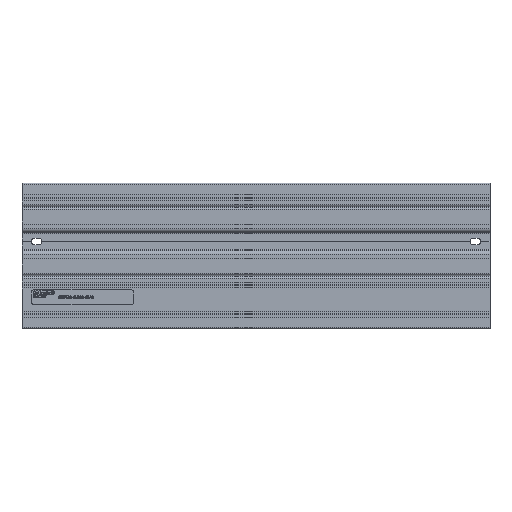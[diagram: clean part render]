
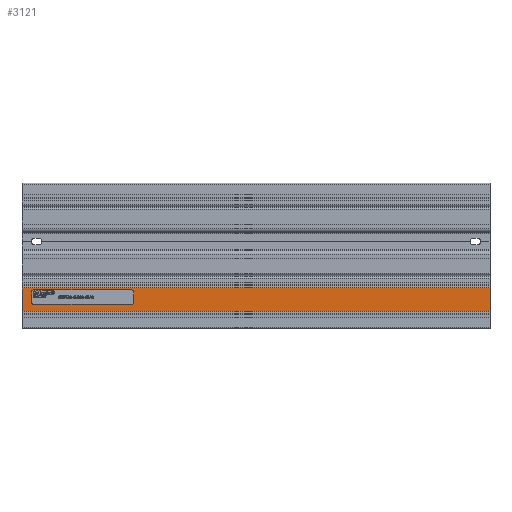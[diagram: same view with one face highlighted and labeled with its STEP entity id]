
A CAD part, top view. The second image highlights one B-rep face of the part: STEP entity #3121.
In plain terms, the highlighted planar face has unit normal (0, 0, 1).
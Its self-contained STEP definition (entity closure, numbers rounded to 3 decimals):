
#3121=ADVANCED_FACE('',(#4014,#4015),#3600,.F.);
#3600=PLANE('',#12320);
#3993=CIRCLE('',#12316,2.);
#3994=CIRCLE('',#12317,2.);
#3995=CIRCLE('',#12318,2.);
#3996=CIRCLE('',#12319,2.);
#4014=FACE_BOUND('',#4272,.T.);
#4015=FACE_BOUND('',#4273,.T.);
#4272=EDGE_LOOP('',(#5891,#5892,#5893,#5894,#5895,#5896,#5897,#5898));
#4273=EDGE_LOOP('',(#5899,#5900,#5901,#5902));
#5891=ORIENTED_EDGE('',*,*,#9427,.F.);
#5892=ORIENTED_EDGE('',*,*,#9428,.F.);
#5893=ORIENTED_EDGE('',*,*,#9429,.F.);
#5894=ORIENTED_EDGE('',*,*,#9430,.F.);
#5895=ORIENTED_EDGE('',*,*,#9431,.F.);
#5896=ORIENTED_EDGE('',*,*,#9432,.F.);
#5897=ORIENTED_EDGE('',*,*,#9433,.F.);
#5898=ORIENTED_EDGE('',*,*,#9434,.F.);
#5899=ORIENTED_EDGE('',*,*,#9435,.T.);
#5900=ORIENTED_EDGE('',*,*,#9436,.F.);
#5901=ORIENTED_EDGE('',*,*,#9437,.F.);
#5902=ORIENTED_EDGE('',*,*,#9425,.T.);
#8323=VERTEX_POINT('',#16048);
#8324=VERTEX_POINT('',#16050);
#8325=VERTEX_POINT('',#16054);
#8326=VERTEX_POINT('',#16055);
#8327=VERTEX_POINT('',#16057);
#8328=VERTEX_POINT('',#16059);
#8329=VERTEX_POINT('',#16061);
#8330=VERTEX_POINT('',#16063);
#8331=VERTEX_POINT('',#16065);
#8332=VERTEX_POINT('',#16067);
#8333=VERTEX_POINT('',#16070);
#8334=VERTEX_POINT('',#16072);
#9425=EDGE_CURVE('',#8324,#8323,#10686,.T.);
#9427=EDGE_CURVE('',#8325,#8326,#10688,.T.);
#9428=EDGE_CURVE('',#8327,#8325,#3993,.T.);
#9429=EDGE_CURVE('',#8328,#8327,#10689,.T.);
#9430=EDGE_CURVE('',#8329,#8328,#3994,.T.);
#9431=EDGE_CURVE('',#8330,#8329,#10690,.T.);
#9432=EDGE_CURVE('',#8331,#8330,#3995,.T.);
#9433=EDGE_CURVE('',#8332,#8331,#10691,.T.);
#9434=EDGE_CURVE('',#8326,#8332,#3996,.T.);
#9435=EDGE_CURVE('',#8323,#8333,#10692,.T.);
#9436=EDGE_CURVE('',#8334,#8333,#10693,.T.);
#9437=EDGE_CURVE('',#8324,#8334,#10694,.T.);
#10686=LINE('',#16049,#11561);
#10688=LINE('',#16053,#11563);
#10689=LINE('',#16058,#11564);
#10690=LINE('',#16062,#11565);
#10691=LINE('',#16066,#11566);
#10692=LINE('',#16069,#11567);
#10693=LINE('',#16071,#11568);
#10694=LINE('',#16073,#11569);
#11561=VECTOR('',#13689,1.);
#11563=VECTOR('',#13693,1.);
#11564=VECTOR('',#13696,1.);
#11565=VECTOR('',#13699,1.);
#11566=VECTOR('',#13702,1.);
#11567=VECTOR('',#13705,1.);
#11568=VECTOR('',#13706,1.);
#11569=VECTOR('',#13707,1.);
#12316=AXIS2_PLACEMENT_3D('',#16056,#13694,#13695);
#12317=AXIS2_PLACEMENT_3D('',#16060,#13697,#13698);
#12318=AXIS2_PLACEMENT_3D('',#16064,#13700,#13701);
#12319=AXIS2_PLACEMENT_3D('',#16068,#13703,#13704);
#12320=AXIS2_PLACEMENT_3D('',#16074,#13708,#13709);
#13689=DIRECTION('',(-1.,0.,0.));
#13693=DIRECTION('',(0.,-1.,0.));
#13694=DIRECTION('',(0.,0.,1.));
#13695=DIRECTION('',(0.,-1.,0.));
#13696=DIRECTION('',(-1.,0.,0.));
#13697=DIRECTION('',(0.,0.,1.));
#13698=DIRECTION('',(0.,-1.,0.));
#13699=DIRECTION('',(0.,1.,0.));
#13700=DIRECTION('',(0.,0.,1.));
#13701=DIRECTION('',(0.,-1.,0.));
#13702=DIRECTION('',(1.,0.,0.));
#13703=DIRECTION('',(0.,0.,1.));
#13704=DIRECTION('',(0.,-1.,0.));
#13705=DIRECTION('',(0.,-1.,0.));
#13706=DIRECTION('',(-1.,0.,0.));
#13707=DIRECTION('',(0.,-1.,0.));
#13708=DIRECTION('',(0.,0.,-1.));
#13709=DIRECTION('',(0.,1.,0.));
#16048=CARTESIAN_POINT('',(-241.3,-31.8,15.5));
#16049=CARTESIAN_POINT('',(241.3,-31.8,15.5));
#16050=CARTESIAN_POINT('',(241.3,-31.8,15.5));
#16053=CARTESIAN_POINT('',(-231.3,-35.8,15.5));
#16054=CARTESIAN_POINT('',(-231.3,-35.8,15.5));
#16055=CARTESIAN_POINT('',(-231.3,-46.8,15.5));
#16056=CARTESIAN_POINT('',(-229.3,-35.8,15.5));
#16057=CARTESIAN_POINT('',(-229.3,-33.8,15.5));
#16058=CARTESIAN_POINT('',(-128.3,-33.8,15.5));
#16059=CARTESIAN_POINT('',(-128.3,-33.8,15.5));
#16060=CARTESIAN_POINT('',(-128.3,-35.8,15.5));
#16061=CARTESIAN_POINT('',(-126.3,-35.8,15.5));
#16062=CARTESIAN_POINT('',(-126.3,-46.8,15.5));
#16063=CARTESIAN_POINT('',(-126.3,-46.8,15.5));
#16064=CARTESIAN_POINT('',(-128.3,-46.8,15.5));
#16065=CARTESIAN_POINT('',(-128.3,-48.8,15.5));
#16066=CARTESIAN_POINT('',(-229.3,-48.8,15.5));
#16067=CARTESIAN_POINT('',(-229.3,-48.8,15.5));
#16068=CARTESIAN_POINT('',(-229.3,-46.8,15.5));
#16069=CARTESIAN_POINT('',(-241.3,-31.8,15.5));
#16070=CARTESIAN_POINT('',(-241.3,-55.8,15.5));
#16071=CARTESIAN_POINT('',(241.3,-55.8,15.5));
#16072=CARTESIAN_POINT('',(241.3,-55.8,15.5));
#16073=CARTESIAN_POINT('',(241.3,-31.8,15.5));
#16074=CARTESIAN_POINT('',(241.3,-31.8,15.5));
